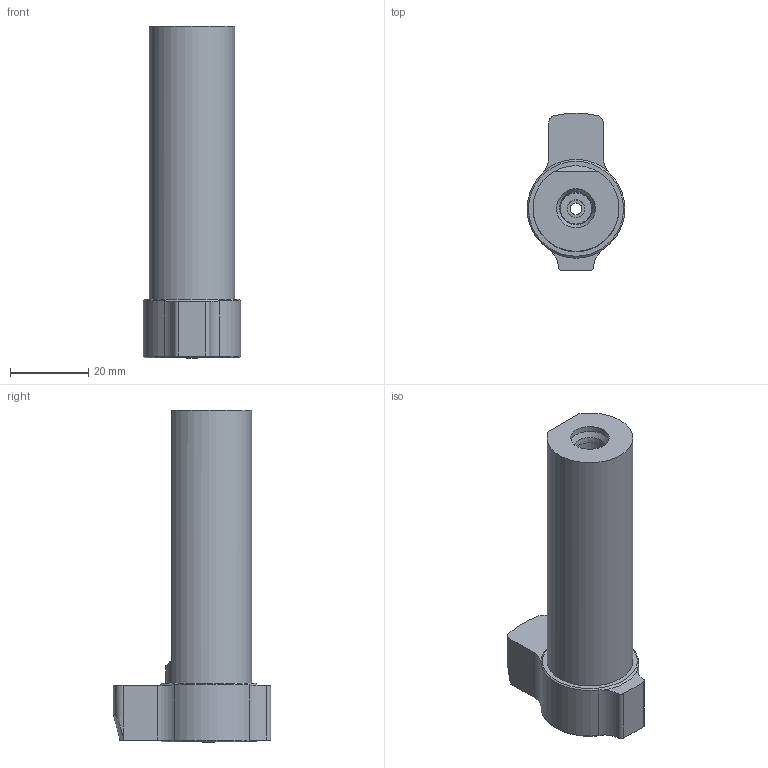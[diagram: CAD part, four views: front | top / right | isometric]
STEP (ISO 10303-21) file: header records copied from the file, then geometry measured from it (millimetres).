
FILE_DESCRIPTION((''),'1');
FILE_NAME('SL22-HDC3-70.stp','2020-03-09T02:18:45',(''),(''),'Spatial Interop R21 SP3','Kubotek KeyCreator 2011 V10.0.2 (22737)',' ');
FILE_SCHEMA(('automotive_design'));
Length unit declared in the file: millimetre
Products named in the file (1): Unnamed[1]
Bounding box: 25 x 40.23 x 85 mm (x, y, z)
Volume: 33307.6 mm3; surface area: 9314.5 mm2
Topology: 1 solids, 1 shells, 37 faces, 90 edges, 59 vertices
Faces by surface type: cylinder 17, plane 15, cone 5
Full cylindrical faces by diameter (mm): 3 x1, 4.5 x1, 8 x1, 8.2 x1, 10 x1, 22 x1
Entity records: 2517 total; most frequent: CARTESIAN_POINT 829, DIRECTION 182, ORIENTED_EDGE 154, PRESENTATION_STYLE_ASSIGNMENT 153, COLOUR_RGB 153, STYLED_ITEM 115, CURVE_STYLE 115, DRAUGHTING_PRE_DEFINED_CURVE_FONT 115
